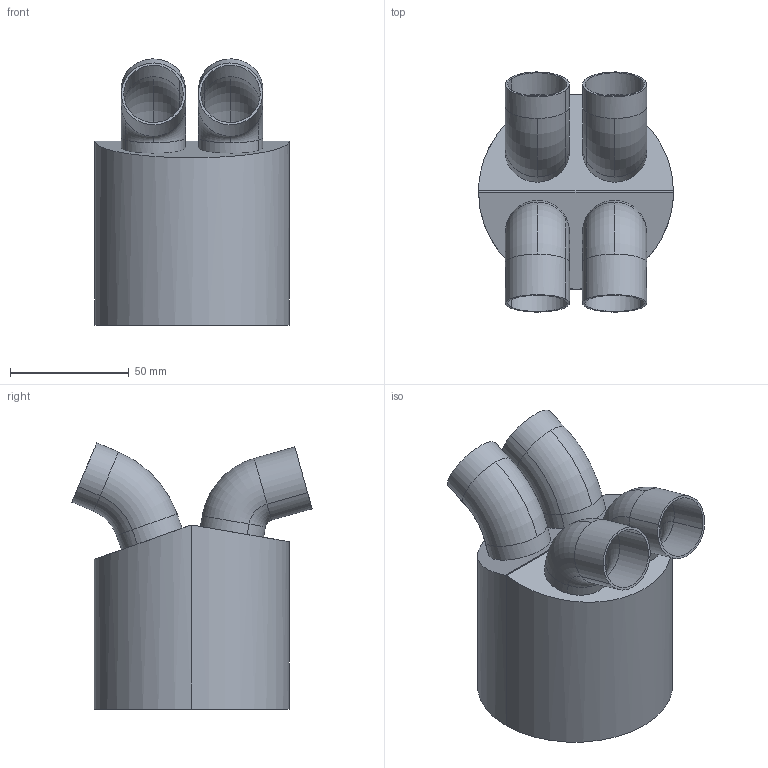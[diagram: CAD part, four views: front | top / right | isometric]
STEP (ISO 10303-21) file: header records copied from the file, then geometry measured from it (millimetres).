
FILE_DESCRIPTION(('CATIA V5 STEP Exchange'),'2;1');
FILE_NAME('10_deg_inlet_ccfix.stp','2017-10-22T09:44:47+00:00',('none'),('none'),'CATIA Version 5 Release 20 GA (IN-10)','CATIA V5 STEP AP203','none');
FILE_SCHEMA(('CONFIG_CONTROL_DESIGN'));
Length unit declared in the file: millimetre
Products named in the file (1): Product1
Assembly tree (6 placements, depth 2):
  Product1
    #58
    #2878  x4
    #3138
Bounding box: 82 x 101 x 111.98 mm (x, y, z)
Volume: 49880.7 mm3; surface area: 85423 mm2
Topology: 6 solids, 6 shells, 134 faces, 298 edges, 183 vertices
Faces by surface type: cylinder 57, torus 32, plane 23, cone 12, revolution 10
Entity records: 3367 total; most frequent: CARTESIAN_POINT 938, ORIENTED_EDGE 486, DIRECTION 403, EDGE_CURVE 243, AXIS2_PLACEMENT_3D 230, VERTEX_POINT 145, CIRCLE 132, EDGE_LOOP 124
